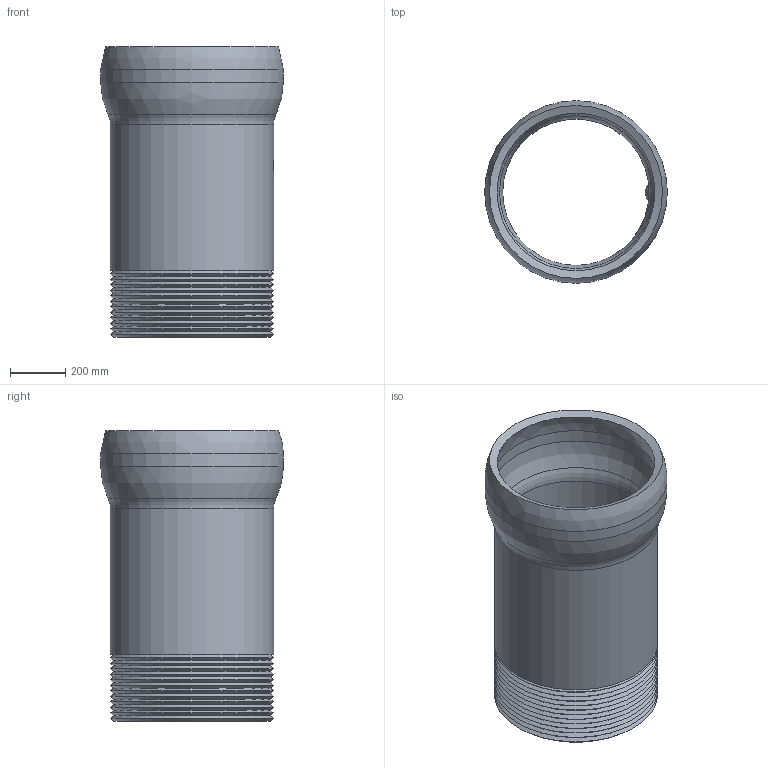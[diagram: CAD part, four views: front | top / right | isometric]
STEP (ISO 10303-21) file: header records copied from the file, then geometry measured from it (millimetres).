
FILE_DESCRIPTION(/* description */ (''),/* implementation_level */ '2;1');
FILE_NAME(/* name */ '00701.050X_3D.stp',/* time_stamp */ '2024-12-11T12:59:51+01:00',/* author */ ('CAD'),/* organization */ (''),/* preprocessor_version */ 'ST-DEVELOPER v20',/* originating_system */ 'AutoCAD Mechanical',/* authorisation */ '');
FILE_SCHEMA (('AUTOMOTIVE_DESIGN { 1 0 10303 214 3 1 1 }'));
Length unit declared in the file: centimetre
Products named in the file (2): Product; *S0
Assembly tree (1 placements, depth 2):
  Product
    *S0
Bounding box: 660 x 660 x 1050 mm (x, y, z)
Volume: 54265638.1 mm3; surface area: 4126353.5 mm2
Topology: 1 solids, 1 shells, 41 faces, 90 edges, 51 vertices
Faces by surface type: cone 26, bspline 6, cylinder 3, sphere 2, torus 2, plane 2
Full cylindrical faces by diameter (mm): 530 x1, 590 x1, 660 x1
Entity records: 1504 total; most frequent: CARTESIAN_POINT 555, DIRECTION 209, ORIENTED_EDGE 180, EDGE_CURVE 90, AXIS2_PLACEMENT_3D 89, VERTEX_POINT 53, CIRCLE 51, EDGE_LOOP 45
